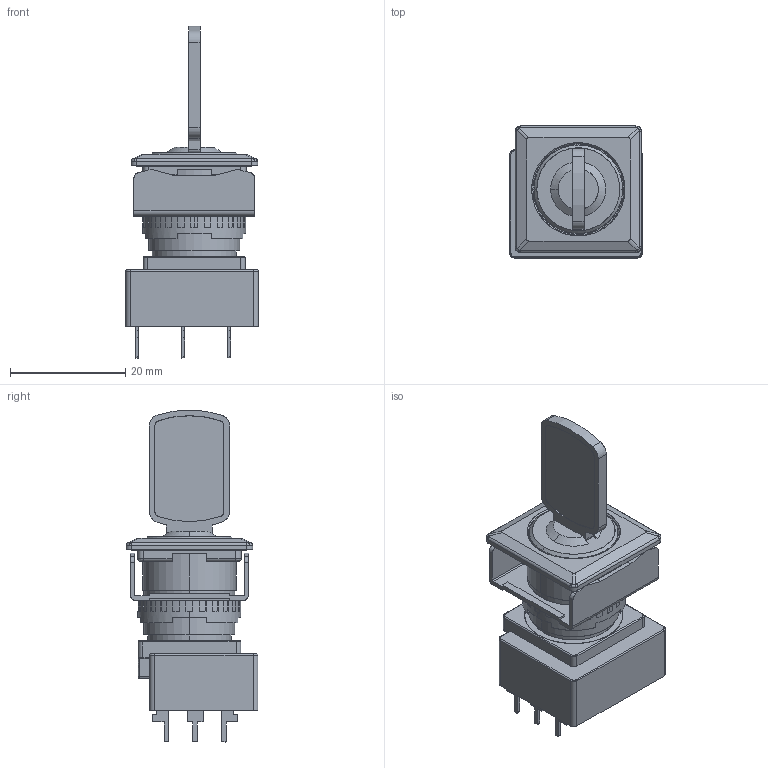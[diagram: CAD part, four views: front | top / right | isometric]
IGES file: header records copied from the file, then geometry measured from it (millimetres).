
Start section: SolidWorks IGES file using analytic representation for surfaces
Global section: file name: 267_LB7(M)K-[2][3]$ST[3][7]V$-[][1H][2H].IGS; native system: SolidWorks 2019; preprocessor: SolidWorks 2019; author: 1003660; date: 200925.111425; units: millimetre
Bounding box: 23 x 22.9 x 57.7 mm (x, y, z)
Surface area: 7722 mm2 (no closed solid volume)
Topology: 0 solids, 0 shells, 545 faces, 4328 edges, 4322 vertices
Faces by surface type: bspline 348, revolution 197
